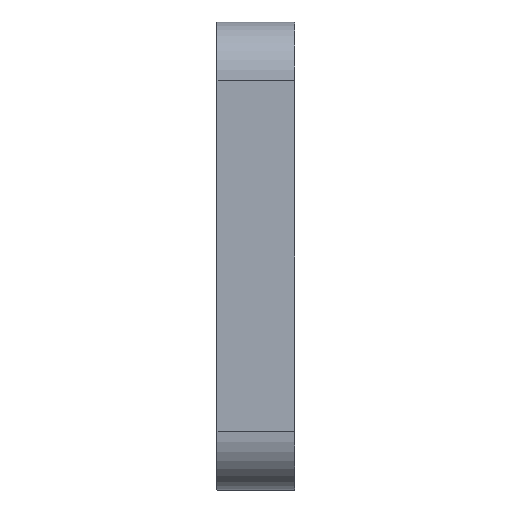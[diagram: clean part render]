
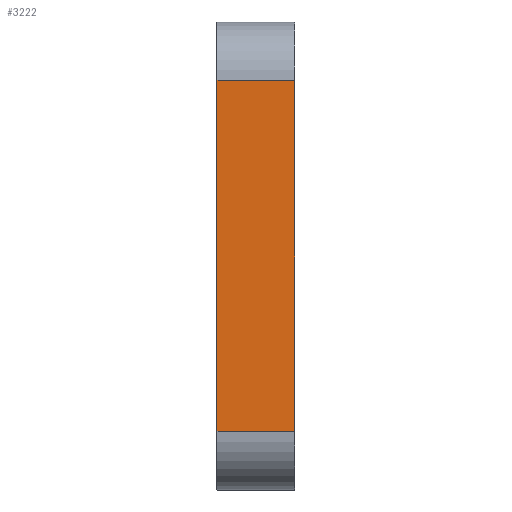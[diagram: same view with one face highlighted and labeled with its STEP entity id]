
A CAD part, left-side view. The second image highlights one B-rep face of the part: STEP entity #3222.
In plain terms, the highlighted planar face has unit normal (-1, 0, 0).
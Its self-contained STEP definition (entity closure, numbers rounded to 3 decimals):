
#257=PLANE('',#3427);
#302=FACE_OUTER_BOUND('',#453,.T.);
#453=EDGE_LOOP('',(#2129,#2130,#2131,#2132));
#654=LINE('',#4843,#774);
#659=LINE('',#4925,#779);
#661=LINE('',#4931,#781);
#662=LINE('',#4932,#782);
#774=VECTOR('',#3839,10.);
#779=VECTOR('',#3922,10.);
#781=VECTOR('',#3928,10.);
#782=VECTOR('',#3929,10.);
#1187=VERTEX_POINT('',#4840);
#1188=VERTEX_POINT('',#4842);
#1226=VERTEX_POINT('',#4924);
#1228=VERTEX_POINT('',#4930);
#1534=EDGE_CURVE('',#1187,#1188,#654,.T.);
#1575=EDGE_CURVE('',#1188,#1226,#659,.T.);
#1578=EDGE_CURVE('',#1228,#1187,#661,.T.);
#1579=EDGE_CURVE('',#1226,#1228,#662,.T.);
#2129=ORIENTED_EDGE('',*,*,#1575,.F.);
#2130=ORIENTED_EDGE('',*,*,#1534,.F.);
#2131=ORIENTED_EDGE('',*,*,#1578,.F.);
#2132=ORIENTED_EDGE('',*,*,#1579,.F.);
#3222=ADVANCED_FACE('',(#302),#257,.T.);
#3427=AXIS2_PLACEMENT_3D('',#4929,#3926,#3927);
#3839=DIRECTION('',(0.,0.,1.));
#3922=DIRECTION('',(0.,-1.,0.));
#3926=DIRECTION('center_axis',(-1.,0.,0.));
#3927=DIRECTION('ref_axis',(0.,0.,1.));
#3928=DIRECTION('',(0.,1.,0.));
#3929=DIRECTION('',(0.,0.,-1.));
#4840=CARTESIAN_POINT('',(-17.5,2.,-4.5));
#4842=CARTESIAN_POINT('',(-17.5,2.,4.5));
#4843=CARTESIAN_POINT('',(-17.5,2.,6.));
#4924=CARTESIAN_POINT('',(-17.5,0.,4.5));
#4925=CARTESIAN_POINT('',(-17.5,0.,4.5));
#4929=CARTESIAN_POINT('Origin',(-17.5,0.,-6.));
#4930=CARTESIAN_POINT('',(-17.5,0.,-4.5));
#4931=CARTESIAN_POINT('',(-17.5,0.,-4.5));
#4932=CARTESIAN_POINT('',(-17.5,0.,6.));
